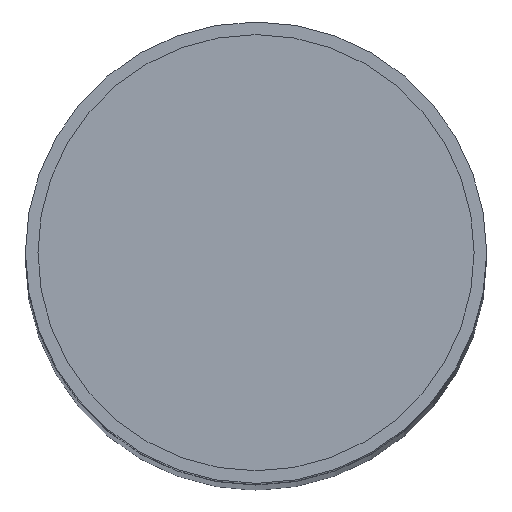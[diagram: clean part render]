
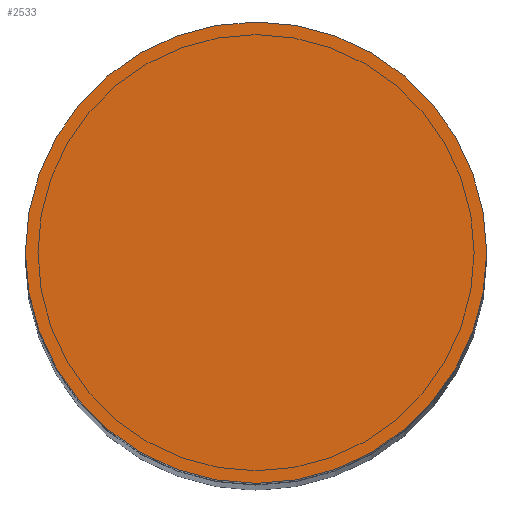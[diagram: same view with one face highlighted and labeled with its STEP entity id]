
A CAD part, top view. The second image highlights one B-rep face of the part: STEP entity #2533.
In plain terms, the highlighted planar face has unit normal (0, 0, 1).
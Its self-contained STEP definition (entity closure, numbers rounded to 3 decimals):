
#228=FACE_OUTER_BOUND('',#3777,.T.);
#2533=ADVANCED_FACE('',(#228),#2804,.F.);
#2804=PLANE('',#8456);
#3777=EDGE_LOOP('',(#5202));
#5202=ORIENTED_EDGE('',*,*,#7169,.F.);
#6316=VERTEX_POINT('',#15035);
#7169=EDGE_CURVE('',#6316,#6316,#7764,.T.);
#7764=CIRCLE('',#8455,55.);
#8455=AXIS2_PLACEMENT_3D('',#15034,#10034,#10035);
#8456=AXIS2_PLACEMENT_3D('',#15036,#10036,#10037);
#10034=DIRECTION('',(0.,0.,-1.));
#10035=DIRECTION('',(-1.,0.,0.));
#10036=DIRECTION('',(0.,0.,-1.));
#10037=DIRECTION('',(-1.,0.,0.));
#15034=CARTESIAN_POINT('',(-69.,-569.,344.));
#15035=CARTESIAN_POINT('',(-124.,-569.,344.));
#15036=CARTESIAN_POINT('',(-69.,-569.,344.));
